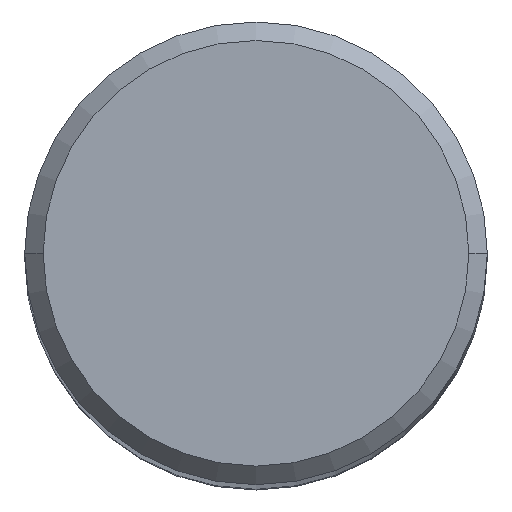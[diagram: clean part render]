
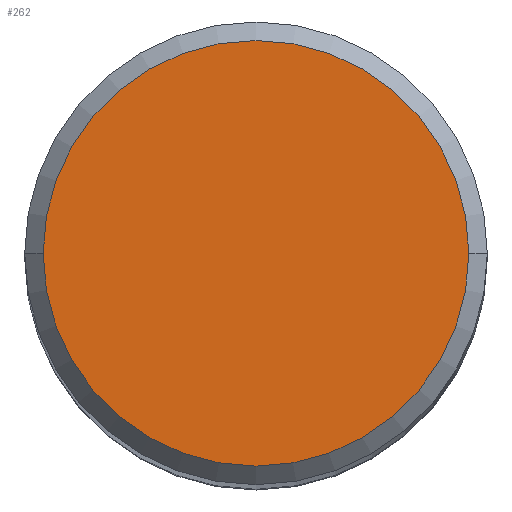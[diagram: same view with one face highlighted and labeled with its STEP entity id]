
A CAD part, top view. The second image highlights one B-rep face of the part: STEP entity #262.
In plain terms, the highlighted planar face has unit normal (0, 0, 1).
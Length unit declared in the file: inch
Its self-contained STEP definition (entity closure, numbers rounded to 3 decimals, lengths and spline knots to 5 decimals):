
#17 = EDGE_LOOP ( 'NONE', ( #98, #43 ) ) ;
#43 = ORIENTED_EDGE ( 'NONE', *, *, #80, .T. ) ;
#79 = AXIS2_PLACEMENT_3D ( 'NONE', #290, #198, #224 ) ;
#80 = EDGE_CURVE ( 'NONE', #345, #322, #111, .T. ) ;
#89 = DIRECTION ( 'NONE',  ( 1., 0., 0. ) ) ;
#98 = ORIENTED_EDGE ( 'NONE', *, *, #259, .T. ) ;
#111 = CIRCLE ( 'NONE', #209, 0.1725 ) ;
#123 = CARTESIAN_POINT ( 'NONE',  ( 0., 0., 2.5 ) ) ;
#163 = CIRCLE ( 'NONE', #367, 0.1725 ) ;
#171 = FACE_OUTER_BOUND ( 'NONE', #17, .T. ) ;
#190 = CARTESIAN_POINT ( 'NONE',  ( 0.1725, 0., 2.5 ) ) ;
#198 = DIRECTION ( 'NONE',  ( 0., 0., 1. ) ) ;
#209 = AXIS2_PLACEMENT_3D ( 'NONE', #123, #365, #89 ) ;
#224 = DIRECTION ( 'NONE',  ( 1., 0., 0. ) ) ;
#259 = EDGE_CURVE ( 'NONE', #322, #345, #163, .T. ) ;
#262 = ADVANCED_FACE ( 'NONE', ( #171 ), #326, .T. ) ;
#290 = CARTESIAN_POINT ( 'NONE',  ( 0., 0., 2.5 ) ) ;
#322 = VERTEX_POINT ( 'NONE', #347 ) ;
#326 = PLANE ( 'NONE',  #79 ) ;
#345 = VERTEX_POINT ( 'NONE', #190 ) ;
#347 = CARTESIAN_POINT ( 'NONE',  ( -0.1725, 0., 2.5 ) ) ;
#349 = DIRECTION ( 'NONE',  ( 1., 0., 0. ) ) ;
#351 = DIRECTION ( 'NONE',  ( 0., 0., 1. ) ) ;
#365 = DIRECTION ( 'NONE',  ( 0., 0., 1. ) ) ;
#367 = AXIS2_PLACEMENT_3D ( 'NONE', #387, #351, #349 ) ;
#387 = CARTESIAN_POINT ( 'NONE',  ( 0., 0., 2.5 ) ) ;
